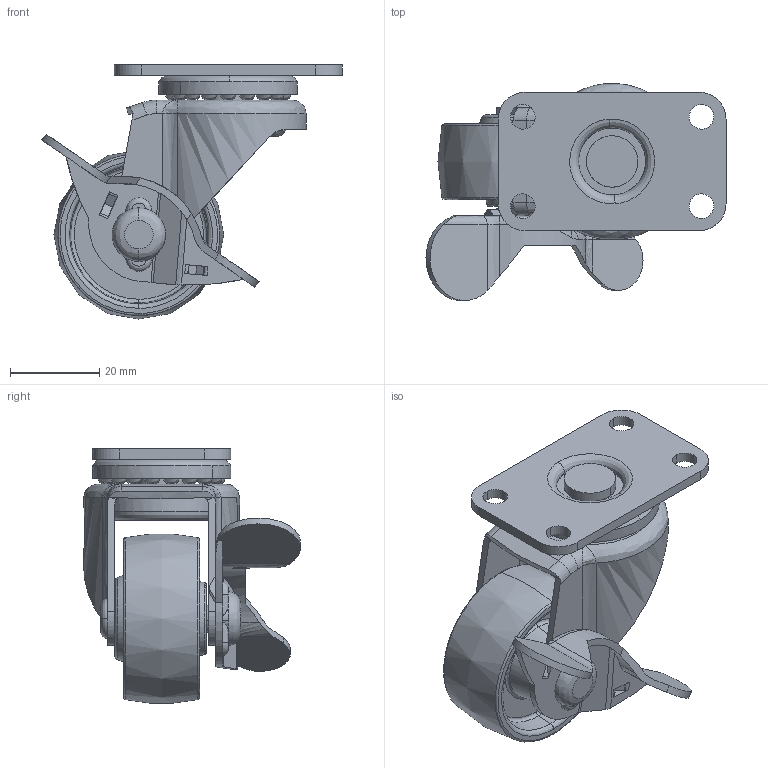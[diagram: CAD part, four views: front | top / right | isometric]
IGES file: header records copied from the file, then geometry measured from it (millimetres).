
Start section: ------------------------------------------------------------------------
Global section: file name: PC002.10508.TCA_415E_U40_25571.igs; native system: spGate; preprocessor: ver19.8.4 (****-****-****-****); author: Unknown; organization: Unknown; date: 240611.163111; units: millimetre
Bounding box: 67.19 x 48.59 x 56.9 mm (x, y, z)
Volume: 29118.3 mm3; surface area: 21881.2 mm2
Topology: 6 solids, 6 shells, 265 faces, 707 edges, 465 vertices
Faces by surface type: bspline 265
